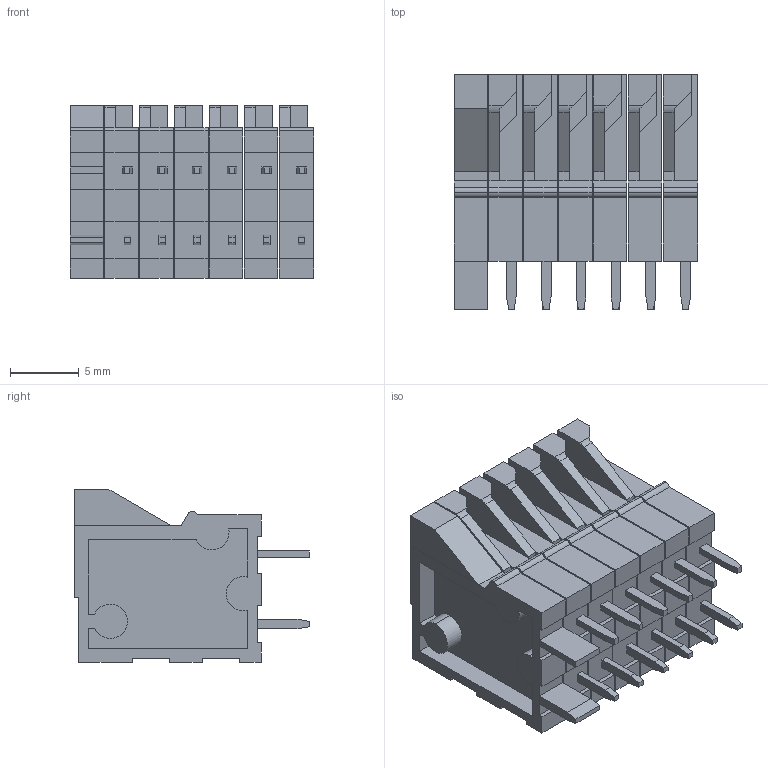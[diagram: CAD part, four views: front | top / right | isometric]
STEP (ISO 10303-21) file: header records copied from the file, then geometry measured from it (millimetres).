
FILE_DESCRIPTION (( 'STEP AP214' ), '1' );
FILE_NAME ('DG141V-3-2.54.STEP', '2017-11-18T14:58:46', ( '' ), ( '' ), 'SwSTEP 2.0', 'SolidWorks 2016', '' );
FILE_SCHEMA (( 'AUTOMOTIVE_DESIGN' ));
Length unit declared in the file: millimetre
Products named in the file (1): DG141V-3-2.54
Bounding box: 17.78 x 17.1 x 12.6 mm (x, y, z)
Volume: 2223.4 mm3; surface area: 3769.2 mm2
Topology: 28 solids, 28 shells, 512 faces, 1302 edges, 856 vertices
Faces by surface type: plane 437, cylinder 45, cone 30
Entity records: 15521 total; most frequent: CARTESIAN_POINT 2779, ORIENTED_EDGE 2604, DIRECTION 2436, EDGE_CURVE 1302, LINE 1146, VECTOR 1146, VERTEX_POINT 856, AXIS2_PLACEMENT_3D 645
